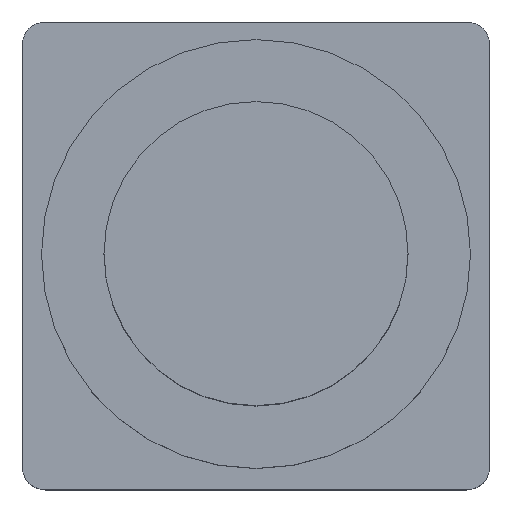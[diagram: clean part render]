
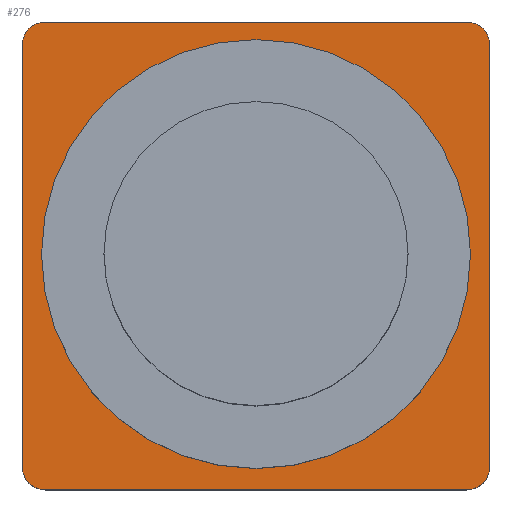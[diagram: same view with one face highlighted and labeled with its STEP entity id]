
A CAD part, top view. The second image highlights one B-rep face of the part: STEP entity #276.
In plain terms, the highlighted planar face has unit normal (0, 0, 1).
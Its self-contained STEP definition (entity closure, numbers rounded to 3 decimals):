
#21=FACE_BOUND('',#61,.T.);
#27=PLANE('',#316);
#40=FACE_OUTER_BOUND('',#60,.T.);
#60=EDGE_LOOP('',(#207,#208,#209,#210,#211,#212,#213,#214));
#61=EDGE_LOOP('',(#215));
#76=LINE('',#460,#96);
#77=LINE('',#464,#97);
#78=LINE('',#468,#98);
#79=LINE('',#472,#99);
#96=VECTOR('',#374,10.);
#97=VECTOR('',#377,10.);
#98=VECTOR('',#380,10.);
#99=VECTOR('',#383,10.);
#118=CIRCLE('',#312,1.95);
#120=CIRCLE('',#317,0.3);
#121=CIRCLE('',#318,0.3);
#122=CIRCLE('',#319,0.3);
#123=CIRCLE('',#320,0.3);
#134=VERTEX_POINT('',#450);
#136=VERTEX_POINT('',#458);
#137=VERTEX_POINT('',#459);
#138=VERTEX_POINT('',#461);
#139=VERTEX_POINT('',#463);
#140=VERTEX_POINT('',#465);
#141=VERTEX_POINT('',#467);
#142=VERTEX_POINT('',#469);
#143=VERTEX_POINT('',#471);
#161=EDGE_CURVE('',#134,#134,#118,.T.);
#163=EDGE_CURVE('',#136,#137,#76,.T.);
#164=EDGE_CURVE('',#137,#138,#120,.T.);
#165=EDGE_CURVE('',#138,#139,#77,.T.);
#166=EDGE_CURVE('',#139,#140,#121,.T.);
#167=EDGE_CURVE('',#140,#141,#78,.T.);
#168=EDGE_CURVE('',#141,#142,#122,.T.);
#169=EDGE_CURVE('',#142,#143,#79,.T.);
#170=EDGE_CURVE('',#143,#136,#123,.T.);
#207=ORIENTED_EDGE('',*,*,#163,.T.);
#208=ORIENTED_EDGE('',*,*,#164,.T.);
#209=ORIENTED_EDGE('',*,*,#165,.T.);
#210=ORIENTED_EDGE('',*,*,#166,.T.);
#211=ORIENTED_EDGE('',*,*,#167,.T.);
#212=ORIENTED_EDGE('',*,*,#168,.T.);
#213=ORIENTED_EDGE('',*,*,#169,.T.);
#214=ORIENTED_EDGE('',*,*,#170,.T.);
#215=ORIENTED_EDGE('',*,*,#161,.T.);
#276=ADVANCED_FACE('',(#40,#21),#27,.T.);
#312=AXIS2_PLACEMENT_3D('',#452,#364,#365);
#316=AXIS2_PLACEMENT_3D('',#457,#372,#373);
#317=AXIS2_PLACEMENT_3D('',#462,#375,#376);
#318=AXIS2_PLACEMENT_3D('',#466,#378,#379);
#319=AXIS2_PLACEMENT_3D('',#470,#381,#382);
#320=AXIS2_PLACEMENT_3D('',#473,#384,#385);
#364=DIRECTION('center_axis',(0.,0.,
-1.));
#365=DIRECTION('ref_axis',(1.,0.,0.));
#372=DIRECTION('center_axis',(0.,0.,
1.));
#373=DIRECTION('ref_axis',(1.,0.,0.));
#374=DIRECTION('',(-1.,0.,0.));
#375=DIRECTION('center_axis',(0.,0.,
1.));
#376=DIRECTION('ref_axis',(0.,1.,0.));
#377=DIRECTION('',(0.,-1.,0.));
#378=DIRECTION('center_axis',(0.,0.,
1.));
#379=DIRECTION('ref_axis',(-1.,0.,0.));
#380=DIRECTION('',(1.,0.,0.));
#381=DIRECTION('center_axis',(0.,0.,
1.));
#382=DIRECTION('ref_axis',(0.,-1.,0.));
#383=DIRECTION('',(0.,1.,0.));
#384=DIRECTION('center_axis',(0.,0.,
1.));
#385=DIRECTION('ref_axis',(1.,0.,0.));
#450=CARTESIAN_POINT('',(16.958,-11.222,11.6));
#452=CARTESIAN_POINT('Origin',(18.908,-11.222,11.6));
#457=CARTESIAN_POINT('Origin',(18.908,-11.222,11.6));
#458=CARTESIAN_POINT('',(21.608,-8.222,11.6));
#459=CARTESIAN_POINT('',(16.208,-8.222,11.6));
#460=CARTESIAN_POINT('',(21.608,-8.222,11.6));
#461=CARTESIAN_POINT('',(15.908,-8.522,11.6));
#462=CARTESIAN_POINT('Origin',(16.208,-8.522,11.6));
#463=CARTESIAN_POINT('',(15.908,-13.922,11.6));
#464=CARTESIAN_POINT('',(15.908,-8.522,11.6));
#465=CARTESIAN_POINT('',(16.208,-14.222,11.6));
#466=CARTESIAN_POINT('Origin',(16.208,-13.922,11.6));
#467=CARTESIAN_POINT('',(21.608,-14.222,11.6));
#468=CARTESIAN_POINT('',(16.208,-14.222,11.6));
#469=CARTESIAN_POINT('',(21.908,-13.922,11.6));
#470=CARTESIAN_POINT('Origin',(21.608,-13.922,11.6));
#471=CARTESIAN_POINT('',(21.908,-8.522,11.6));
#472=CARTESIAN_POINT('',(21.908,-13.922,11.6));
#473=CARTESIAN_POINT('Origin',(21.608,-8.522,11.6));
